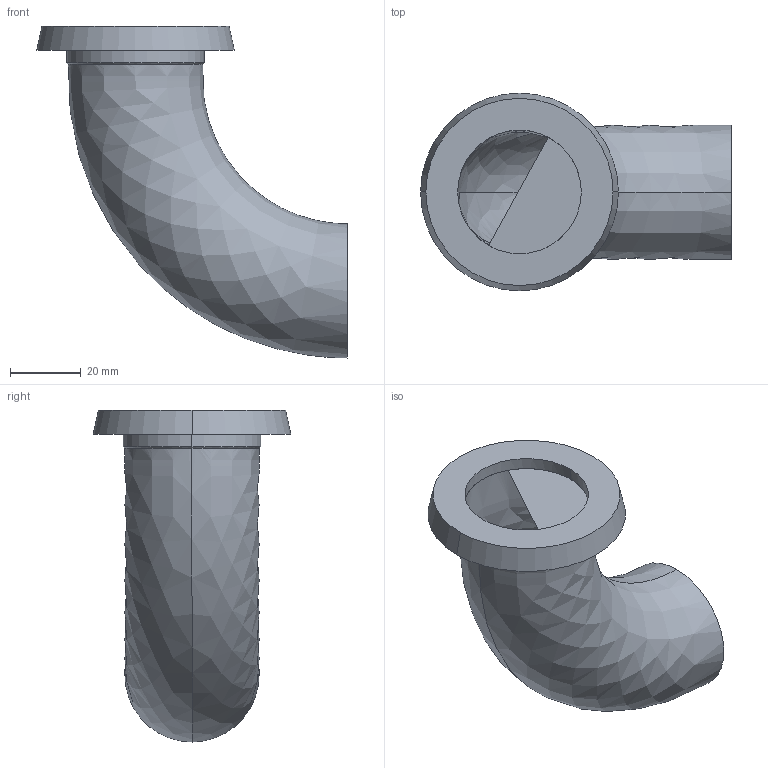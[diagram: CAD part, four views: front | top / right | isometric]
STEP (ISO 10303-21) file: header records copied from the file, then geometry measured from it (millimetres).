
FILE_DESCRIPTION (( 'STEP AP203' ), '1' );
FILE_NAME ('3D_M-3005_40_174784315.STEP', '2024-09-10T06:33:37', ( '' ), ( '' ), 'SwSTEP 2.0', 'SolidWorks 2024', '' );
FILE_SCHEMA (( 'CONFIG_CONTROL_DESIGN' ));
Length unit declared in the file: millimetre
Products named in the file (1): 3D_M-3005_40_174784315
Bounding box: 88 x 56 x 94 mm (x, y, z)
Volume: 27308.8 mm3; surface area: 28161.1 mm2
Topology: 1 solids, 1 shells, 17 faces, 34 edges, 22 vertices
Faces by surface type: plane 5, cylinder 4, cone 4, bspline 4
Entity records: 6977 total; most frequent: CARTESIAN_POINT 6558, ORIENTED_EDGE 68, DIRECTION 68, EDGE_CURVE 34, AXIS2_PLACEMENT_3D 30, EDGE_LOOP 22, VERTEX_POINT 22, FACE_OUTER_BOUND 17
